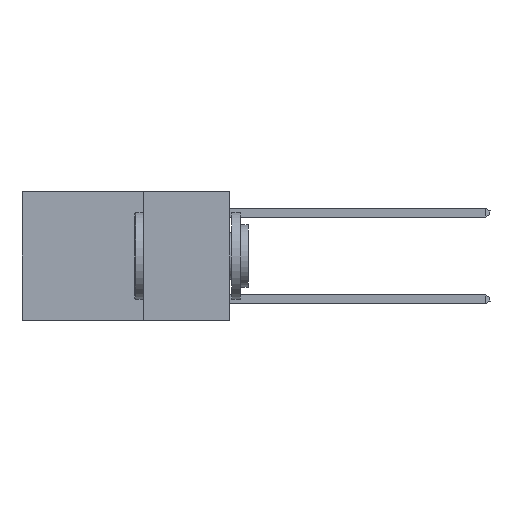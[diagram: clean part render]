
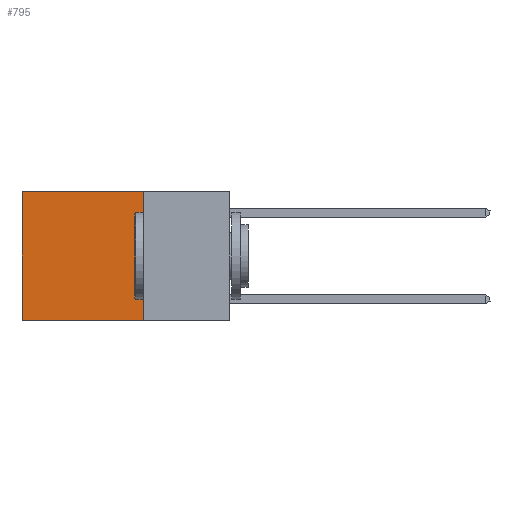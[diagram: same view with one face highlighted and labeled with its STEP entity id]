
A CAD part, left-side view. The second image highlights one B-rep face of the part: STEP entity #795.
In plain terms, the highlighted planar face has unit normal (-1, 0, 0).
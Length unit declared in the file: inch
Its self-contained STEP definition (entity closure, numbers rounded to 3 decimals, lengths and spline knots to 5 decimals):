
#100 = CARTESIAN_POINT ( 'NONE',  ( 0.2625, 0.6, 0. ) ) ;
#493 = DIRECTION ( 'NONE',  ( 0., 0., -1. ) ) ;
#795 = ADVANCED_FACE ( 'NONE', ( #26465 ), #23861, .F. ) ;
#4130 = DIRECTION ( 'NONE',  ( 0., 0., -1. ) ) ;
#5247 = DIRECTION ( 'NONE',  ( 0., 1., 0. ) ) ;
#8182 = CARTESIAN_POINT ( 'NONE',  ( 0.2625, 0.6, -0.37 ) ) ;
#8707 = VECTOR ( 'NONE', #9360, 39.37008 ) ;
#9360 = DIRECTION ( 'NONE',  ( 0., 1., 0. ) ) ;
#10257 = CARTESIAN_POINT ( 'NONE',  ( 0.2625, 0.25, 0. ) ) ;
#11412 = VERTEX_POINT ( 'NONE', #10257 ) ;
#11570 = ORIENTED_EDGE ( 'NONE', *, *, #24860, .F. ) ;
#11795 = LINE ( 'NONE', #24057, #8707 ) ;
#12859 = LINE ( 'NONE', #25438, #29937 ) ;
#13107 = EDGE_LOOP ( 'NONE', ( #25241, #11570, #25593, #15054 ) ) ;
#13738 = VECTOR ( 'NONE', #5247, 39.37008 ) ;
#15054 = ORIENTED_EDGE ( 'NONE', *, *, #22325, .T. ) ;
#15858 = LINE ( 'NONE', #20744, #13738 ) ;
#20166 = AXIS2_PLACEMENT_3D ( 'NONE', #28922, #28767, #4130 ) ;
#20744 = CARTESIAN_POINT ( 'NONE',  ( 0.2625, 0.25, 0. ) ) ;
#20784 = LINE ( 'NONE', #22740, #25568 ) ;
#22325 = EDGE_CURVE ( 'NONE', #11412, #30053, #15858, .T. ) ;
#22740 = CARTESIAN_POINT ( 'NONE',  ( 0.2625, 0.6, 0. ) ) ;
#23129 = VERTEX_POINT ( 'NONE', #8182 ) ;
#23565 = EDGE_CURVE ( 'NONE', #11412, #26186, #12859, .T. ) ;
#23861 = PLANE ( 'NONE',  #20166 ) ;
#24057 = CARTESIAN_POINT ( 'NONE',  ( 0.2625, 0.25, -0.37 ) ) ;
#24860 = EDGE_CURVE ( 'NONE', #26186, #23129, #11795, .T. ) ;
#25241 = ORIENTED_EDGE ( 'NONE', *, *, #28946, .T. ) ;
#25438 = CARTESIAN_POINT ( 'NONE',  ( 0.2625, 0.25, 0. ) ) ;
#25568 = VECTOR ( 'NONE', #30716, 39.37008 ) ;
#25593 = ORIENTED_EDGE ( 'NONE', *, *, #23565, .F. ) ;
#26186 = VERTEX_POINT ( 'NONE', #30402 ) ;
#26465 = FACE_OUTER_BOUND ( 'NONE', #13107, .T. ) ;
#28767 = DIRECTION ( 'NONE',  ( 1., 0., 0. ) ) ;
#28922 = CARTESIAN_POINT ( 'NONE',  ( 0.2625, 0.25, 0. ) ) ;
#28946 = EDGE_CURVE ( 'NONE', #30053, #23129, #20784, .T. ) ;
#29937 = VECTOR ( 'NONE', #493, 39.37008 ) ;
#30053 = VERTEX_POINT ( 'NONE', #100 ) ;
#30402 = CARTESIAN_POINT ( 'NONE',  ( 0.2625, 0.25, -0.37 ) ) ;
#30716 = DIRECTION ( 'NONE',  ( 0., 0., -1. ) ) ;
